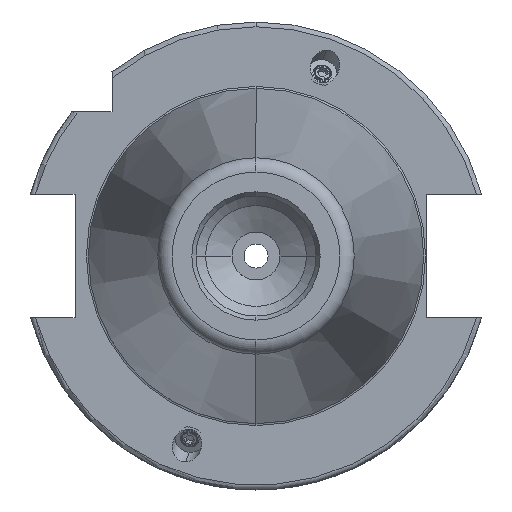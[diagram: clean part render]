
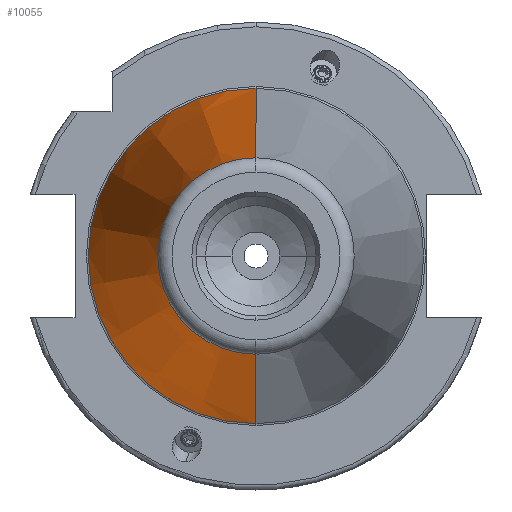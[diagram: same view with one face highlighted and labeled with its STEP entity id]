
A CAD part, left-side view. The second image highlights one B-rep face of the part: STEP entity #10055.
In plain terms, the highlighted conical face has half-angle 8.297 degrees and reference radius 34.925 mm.
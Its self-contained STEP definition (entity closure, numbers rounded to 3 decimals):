
#159 = EDGE_CURVE ( 'NONE', #8654, #3762, #2613, .T. ) ;
#406 = CARTESIAN_POINT ( 'NONE',  ( -99.183, 0., 0. ) ) ;
#688 = DIRECTION ( 'NONE',  ( 1., 0., 0. ) ) ;
#1125 = AXIS2_PLACEMENT_3D ( 'NONE', #7695, #688, #6961 ) ;
#1610 = EDGE_CURVE ( 'NONE', #1762, #9567, #4815, .T. ) ;
#1762 = VERTEX_POINT ( 'NONE', #8158 ) ;
#2059 = ORIENTED_EDGE ( 'NONE', *, *, #159, .F. ) ;
#2471 = VECTOR ( 'NONE', #7376, 1000. ) ;
#2605 = CARTESIAN_POINT ( 'NONE',  ( -99.183, -20.461, 0. ) ) ;
#2611 = EDGE_CURVE ( 'NONE', #8654, #1762, #4103, .T. ) ;
#2613 = CIRCLE ( 'NONE', #8305, 20.461 ) ;
#3154 = DIRECTION ( 'NONE',  ( -1., 0., 0. ) ) ;
#3380 = VECTOR ( 'NONE', #9620, 1000. ) ;
#3762 = VERTEX_POINT ( 'NONE', #4502 ) ;
#3872 = DIRECTION ( 'NONE',  ( 0., -1., 0. ) ) ;
#4103 = LINE ( 'NONE', #5028, #3380 ) ;
#4202 = DIRECTION ( 'NONE',  ( -1., 0., 0. ) ) ;
#4319 = AXIS2_PLACEMENT_3D ( 'NONE', #6340, #3154, #3872 ) ;
#4502 = CARTESIAN_POINT ( 'NONE',  ( -99.183, 20.461, 0. ) ) ;
#4815 = CIRCLE ( 'NONE', #4319, 34.925 ) ;
#5028 = CARTESIAN_POINT ( 'NONE',  ( 0., -34.925, 0. ) ) ;
#5052 = CONICAL_SURFACE ( 'NONE', #1125, 34.925, 0.145 ) ;
#5519 = EDGE_CURVE ( 'NONE', #3762, #9567, #8221, .T. ) ;
#5621 = EDGE_LOOP ( 'NONE', ( #2059, #8458, #7661, #8479 ) ) ;
#6340 = CARTESIAN_POINT ( 'NONE',  ( 0., 0., 0. ) ) ;
#6961 = DIRECTION ( 'NONE',  ( 0., 1., 0. ) ) ;
#7338 = DIRECTION ( 'NONE',  ( 0., -1., 0. ) ) ;
#7376 = DIRECTION ( 'NONE',  ( 0.99, 0.144, 0. ) ) ;
#7661 = ORIENTED_EDGE ( 'NONE', *, *, #1610, .T. ) ;
#7695 = CARTESIAN_POINT ( 'NONE',  ( 0., 0., 0. ) ) ;
#8127 = CARTESIAN_POINT ( 'NONE',  ( 0., 34.925, 0. ) ) ;
#8158 = CARTESIAN_POINT ( 'NONE',  ( 0., -34.925, 0. ) ) ;
#8221 = LINE ( 'NONE', #8127, #2471 ) ;
#8305 = AXIS2_PLACEMENT_3D ( 'NONE', #406, #4202, #7338 ) ;
#8368 = CARTESIAN_POINT ( 'NONE',  ( 0., 34.925, 0. ) ) ;
#8455 = FACE_OUTER_BOUND ( 'NONE', #5621, .T. ) ;
#8458 = ORIENTED_EDGE ( 'NONE', *, *, #2611, .T. ) ;
#8479 = ORIENTED_EDGE ( 'NONE', *, *, #5519, .F. ) ;
#8654 = VERTEX_POINT ( 'NONE', #2605 ) ;
#9567 = VERTEX_POINT ( 'NONE', #8368 ) ;
#9620 = DIRECTION ( 'NONE',  ( 0.99, -0.144, 0. ) ) ;
#10055 = ADVANCED_FACE ( 'NONE', ( #8455 ), #5052, .T. ) ;
